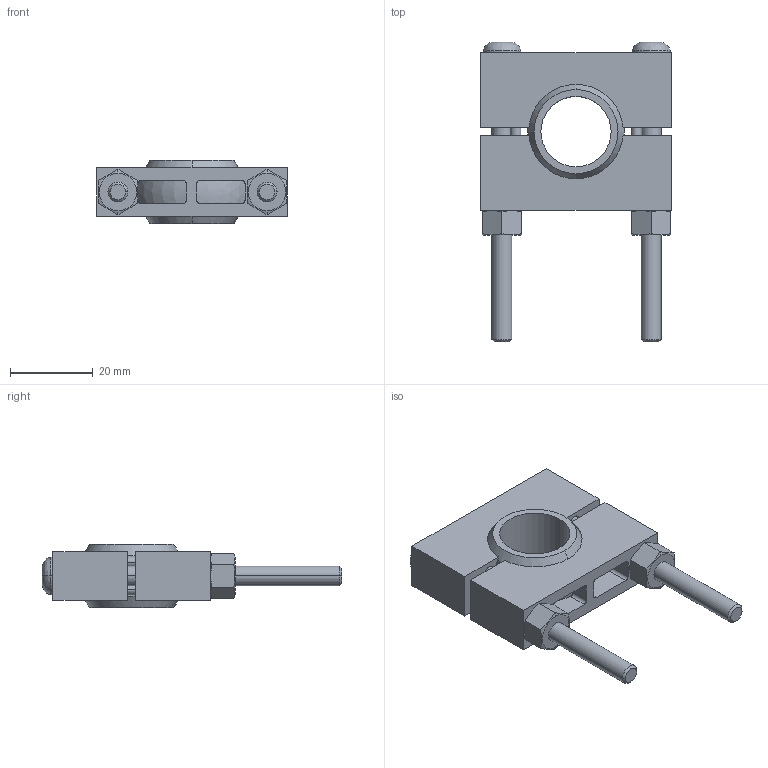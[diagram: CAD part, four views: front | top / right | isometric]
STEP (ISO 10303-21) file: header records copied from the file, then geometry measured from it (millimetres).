
FILE_DESCRIPTION((''),'2;1');
FILE_NAME('156739_SW','2011-10-06T',('banengservice'),('BANNER ENGINEERING'),'PRO/ENGINEER BY PARAMETRIC TECHNOLOGY CORPORATION, 2009141','PRO/ENGINEER BY PARAMETRIC TECHNOLOGY CORPORATION, 2009141','');
FILE_SCHEMA(('CONFIG_CONTROL_DESIGN'));
Length unit declared in the file: inch
Products named in the file (1): 156739_SW
Bounding box: 45.97 x 72.42 x 15.24 mm (x, y, z)
Volume: 17703.5 mm3; surface area: 12661.9 mm2
Topology: 2 solids, 2 shells, 158 faces, 378 edges, 246 vertices
Faces by surface type: plane 80, cylinder 52, sphere 18, bspline 4, cone 4
Entity records: 4958 total; most frequent: CARTESIAN_POINT 1108, DIRECTION 858, ORIENTED_EDGE 748, EDGE_CURVE 374, AXIS2_PLACEMENT_3D 346, VERTEX_POINT 246, CIRCLE 192, EDGE_LOOP 188
